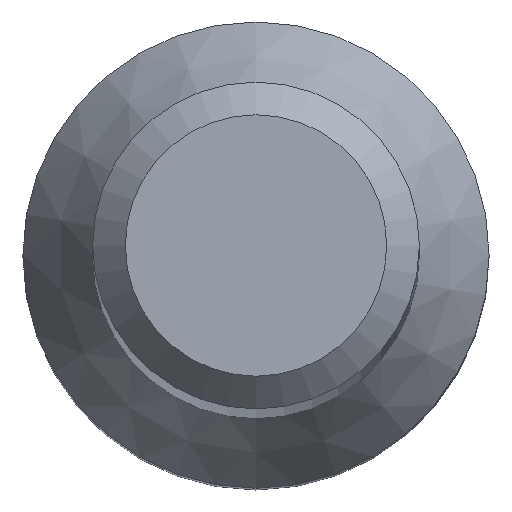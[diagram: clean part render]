
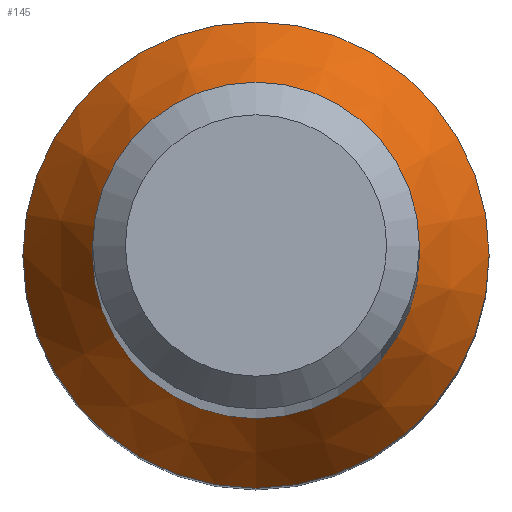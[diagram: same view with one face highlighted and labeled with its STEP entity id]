
A CAD part, top view. The second image highlights one B-rep face of the part: STEP entity #145.
In plain terms, the highlighted conical face has half-angle 30 degrees and reference radius 2.854 mm.
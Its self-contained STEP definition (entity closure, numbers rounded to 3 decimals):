
#1 = EDGE_LOOP ( 'NONE', ( #19 ) ) ;
#19 = ORIENTED_EDGE ( 'NONE', *, *, #62, .F. ) ;
#26 = ORIENTED_EDGE ( 'NONE', *, *, #120, .T. ) ;
#29 = EDGE_LOOP ( 'NONE', ( #26 ) ) ;
#35 = CARTESIAN_POINT ( 'NONE',  ( 0., 2.854, 12.513 ) ) ;
#43 = CIRCLE ( 'NONE', #47, 2. ) ;
#47 = AXIS2_PLACEMENT_3D ( 'NONE', #64, #50, #140 ) ;
#50 = DIRECTION ( 'NONE',  ( 0., 0., -1. ) ) ;
#51 = FACE_BOUND ( 'NONE', #29, .T. ) ;
#62 = EDGE_CURVE ( 'NONE', #150, #150, #100, .T. ) ;
#64 = CARTESIAN_POINT ( 'NONE',  ( 0., 0., 13.992 ) ) ;
#87 = DIRECTION ( 'NONE',  ( 0., 1., 0. ) ) ;
#100 = CIRCLE ( 'NONE', #157, 2.854 ) ;
#101 = DIRECTION ( 'NONE',  ( 0., 0., -1. ) ) ;
#120 = EDGE_CURVE ( 'NONE', #241, #241, #43, .T. ) ;
#140 = DIRECTION ( 'NONE',  ( 0., 1., 0. ) ) ;
#145 = ADVANCED_FACE ( 'NONE', ( #51, #195 ), #175, .T. ) ;
#147 = CARTESIAN_POINT ( 'NONE',  ( 0., 0., 12.513 ) ) ;
#150 = VERTEX_POINT ( 'NONE', #35 ) ;
#157 = AXIS2_PLACEMENT_3D ( 'NONE', #147, #101, #232 ) ;
#167 = CARTESIAN_POINT ( 'NONE',  ( 0., 2., 13.992 ) ) ;
#175 = CONICAL_SURFACE ( 'NONE', #180, 2.854, 0.524 ) ;
#178 = CARTESIAN_POINT ( 'NONE',  ( 0., 0., 12.513 ) ) ;
#180 = AXIS2_PLACEMENT_3D ( 'NONE', #178, #200, #87 ) ;
#195 = FACE_OUTER_BOUND ( 'NONE', #1, .T. ) ;
#200 = DIRECTION ( 'NONE',  ( 0., 0., -1. ) ) ;
#232 = DIRECTION ( 'NONE',  ( 0., 1., 0. ) ) ;
#241 = VERTEX_POINT ( 'NONE', #167 ) ;
